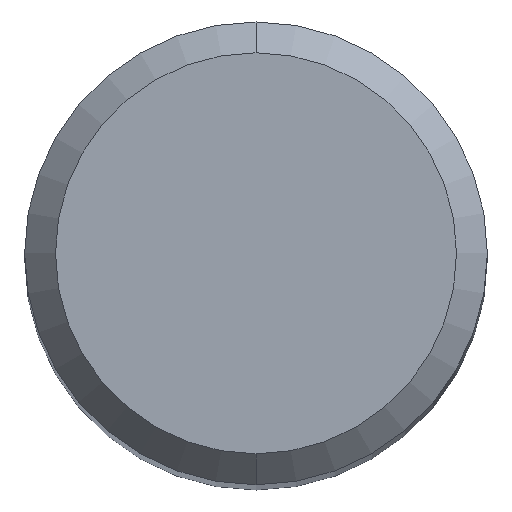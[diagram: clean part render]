
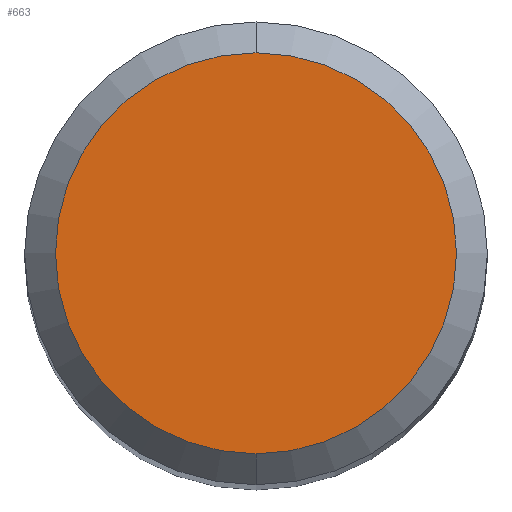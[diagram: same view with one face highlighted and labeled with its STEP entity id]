
A CAD part, top view. The second image highlights one B-rep face of the part: STEP entity #663.
In plain terms, the highlighted planar face has unit normal (0, 0, 1).
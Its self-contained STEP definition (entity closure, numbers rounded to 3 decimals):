
#593=VERTEX_POINT('',#1475);
#641=EDGE_CURVE('',#593,#643,#1524,.T.);
#643=VERTEX_POINT('',#1526);
#663=ADVANCED_FACE('',(#1547),#1548,.T.);
#1043=EDGE_CURVE('',#643,#593,#1963,.T.);
#1475=CARTESIAN_POINT('',(0.0,2.6,0.0));
#1524=CIRCLE('',#3201,2.6);
#1526=CARTESIAN_POINT('',(0.,-2.6,0.0));
#1547=FACE_OUTER_BOUND('',#3244,.T.);
#1548=PLANE('',#3245);
#1963=CIRCLE('',#5903,2.6);
#3201=AXIS2_PLACEMENT_3D('',#8481,#8482,#8483);
#3244=EDGE_LOOP('',(#8499,#8500));
#3245=AXIS2_PLACEMENT_3D('',#8501,#8502,#8503);
#5903=AXIS2_PLACEMENT_3D('',#8984,#8985,#8986);
#8481=CARTESIAN_POINT('',(0.0,0.0,0.0));
#8482=DIRECTION('',(0.0,0.0,-1.0));
#8483=DIRECTION('',(0.0,1.0,0.0));
#8499=ORIENTED_EDGE('',*,*,#641,.F.);
#8500=ORIENTED_EDGE('',*,*,#1043,.F.);
#8501=CARTESIAN_POINT('',(0.0,1.3,0.0));
#8502=DIRECTION('',(-0.0,0.0,1.0));
#8503=DIRECTION('',(0.0,-1.0,0.0));
#8984=CARTESIAN_POINT('',(0.0,0.0,0.0));
#8985=DIRECTION('',(0.0,0.0,-1.0));
#8986=DIRECTION('',(0.0,1.0,0.0));
